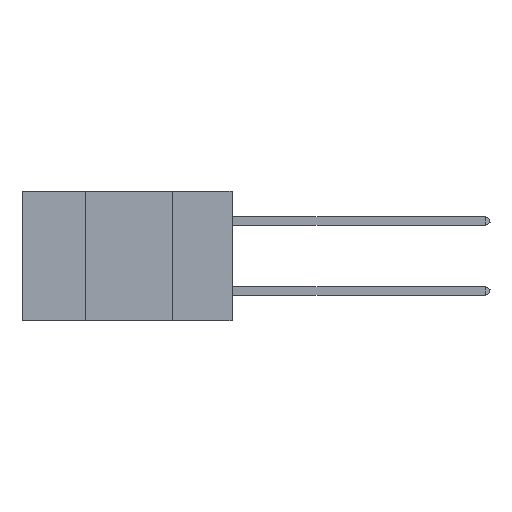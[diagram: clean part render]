
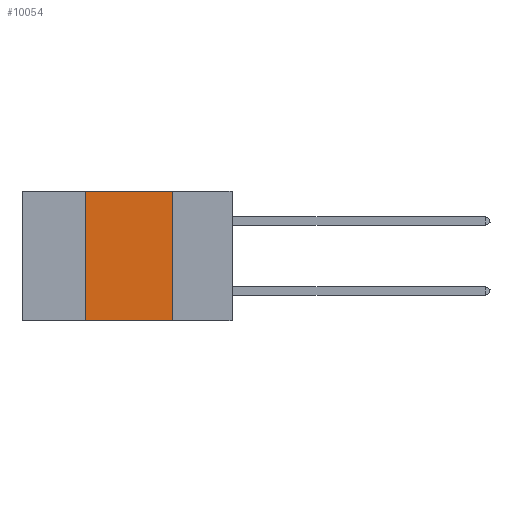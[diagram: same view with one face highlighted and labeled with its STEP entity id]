
A CAD part, left-side view. The second image highlights one B-rep face of the part: STEP entity #10054.
In plain terms, the highlighted planar face has unit normal (-1, 0, 0).
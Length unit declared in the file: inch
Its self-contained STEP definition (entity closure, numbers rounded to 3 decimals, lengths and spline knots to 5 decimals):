
#183 = VERTEX_POINT ( 'NONE', #23403 ) ;
#204 = EDGE_LOOP ( 'NONE', ( #24012, #24304, #23688, #2585 ) ) ;
#2585 = ORIENTED_EDGE ( 'NONE', *, *, #16982, .T. ) ;
#3857 = CARTESIAN_POINT ( 'NONE',  ( 0., 0.6, 0. ) ) ;
#4378 = PLANE ( 'NONE',  #16226 ) ;
#4648 = DIRECTION ( 'NONE',  ( 0., 0., -1. ) ) ;
#5287 = VECTOR ( 'NONE', #19529, 39.37008 ) ;
#6007 = CARTESIAN_POINT ( 'NONE',  ( 0., 0.42, 0. ) ) ;
#6823 = LINE ( 'NONE', #3857, #5287 ) ;
#6838 = DIRECTION ( 'NONE',  ( 0., 0., 1. ) ) ;
#7296 = LINE ( 'NONE', #6007, #26832 ) ;
#7563 = CARTESIAN_POINT ( 'NONE',  ( 0., 0.6, 0. ) ) ;
#8798 = EDGE_CURVE ( 'NONE', #11807, #183, #15459, .T. ) ;
#9488 = CARTESIAN_POINT ( 'NONE',  ( 0., 0.17, 0. ) ) ;
#10054 = ADVANCED_FACE ( 'NONE', ( #22140 ), #4378, .F. ) ;
#11807 = VERTEX_POINT ( 'NONE', #26128 ) ;
#12369 = VECTOR ( 'NONE', #4648, 39.37008 ) ;
#14076 = LINE ( 'NONE', #22266, #19767 ) ;
#14767 = EDGE_CURVE ( 'NONE', #20737, #15239, #7296, .T. ) ;
#14869 = DIRECTION ( 'NONE',  ( 0., 0., -1. ) ) ;
#15002 = DIRECTION ( 'NONE',  ( 0., -1., 0. ) ) ;
#15239 = VERTEX_POINT ( 'NONE', #21420 ) ;
#15263 = CARTESIAN_POINT ( 'NONE',  ( 0., 0.42, -0.37 ) ) ;
#15459 = LINE ( 'NONE', #9488, #12369 ) ;
#16226 = AXIS2_PLACEMENT_3D ( 'NONE', #7563, #29540, #14869 ) ;
#16982 = EDGE_CURVE ( 'NONE', #20737, #183, #14076, .T. ) ;
#19529 = DIRECTION ( 'NONE',  ( 0., -1., 0. ) ) ;
#19767 = VECTOR ( 'NONE', #15002, 39.37008 ) ;
#20737 = VERTEX_POINT ( 'NONE', #15263 ) ;
#21420 = CARTESIAN_POINT ( 'NONE',  ( 0., 0.42, 0. ) ) ;
#22140 = FACE_OUTER_BOUND ( 'NONE', #204, .T. ) ;
#22266 = CARTESIAN_POINT ( 'NONE',  ( 0., 0.6, -0.37 ) ) ;
#23403 = CARTESIAN_POINT ( 'NONE',  ( 0., 0.17, -0.37 ) ) ;
#23688 = ORIENTED_EDGE ( 'NONE', *, *, #14767, .F. ) ;
#24012 = ORIENTED_EDGE ( 'NONE', *, *, #8798, .F. ) ;
#24304 = ORIENTED_EDGE ( 'NONE', *, *, #24512, .F. ) ;
#24512 = EDGE_CURVE ( 'NONE', #15239, #11807, #6823, .T. ) ;
#26128 = CARTESIAN_POINT ( 'NONE',  ( 0., 0.17, 0. ) ) ;
#26832 = VECTOR ( 'NONE', #6838, 39.37008 ) ;
#29540 = DIRECTION ( 'NONE',  ( 1., 0., 0. ) ) ;
